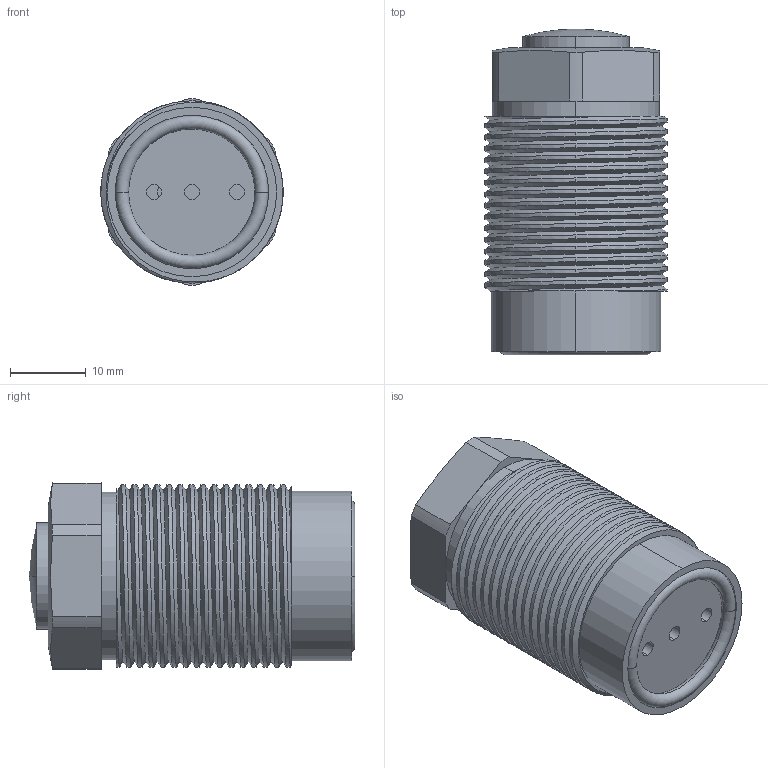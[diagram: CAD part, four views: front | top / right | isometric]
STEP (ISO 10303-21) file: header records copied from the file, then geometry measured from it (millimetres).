
FILE_DESCRIPTION (( 'STEP AP214' ), '1' );
FILE_NAME ('CTC-K024RM.STEP', '2018-10-27T06:09:18', ( '' ), ( '' ), 'SwSTEP 2.0', 'SolidWorks 2016', '' );
FILE_SCHEMA (( 'AUTOMOTIVE_DESIGN' ));
Length unit declared in the file: millimetre
Products named in the file (4): CTC-K024RM; CTC-K024(0); CTC-K024RM(HSG); CTC-K024-AM(BT)
Assembly tree (3 placements, depth 2):
  CTC-K024RM
    CTC-K024-AM(BT)
    CTC-K024RM(HSG)
    CTC-K024(0)
Bounding box: 23.99 x 42.89 x 24.5 mm (x, y, z)
Volume: 15103.6 mm3; surface area: 9580.7 mm2
Topology: 3 solids, 3 shells, 90 faces, 230 edges, 150 vertices
Faces by surface type: cylinder 59, plane 21, torus 4, cone 2, bspline 2, sphere 2
Entity records: 4778 total; most frequent: CARTESIAN_POINT 2572, ORIENTED_EDGE 460, DIRECTION 422, EDGE_CURVE 230, AXIS2_PLACEMENT_3D 172, VERTEX_POINT 150, EDGE_LOOP 102, ADVANCED_FACE 90
